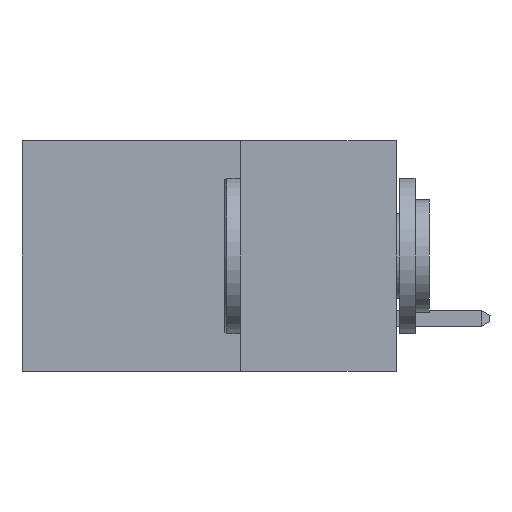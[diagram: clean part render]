
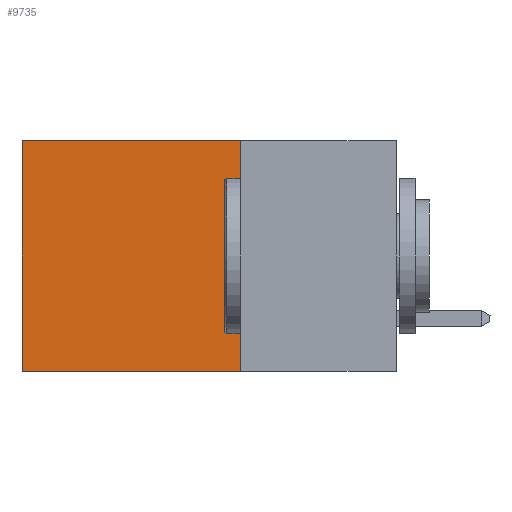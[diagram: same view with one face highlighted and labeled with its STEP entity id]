
A CAD part, left-side view. The second image highlights one B-rep face of the part: STEP entity #9735.
In plain terms, the highlighted planar face has unit normal (-1, 0, 0).
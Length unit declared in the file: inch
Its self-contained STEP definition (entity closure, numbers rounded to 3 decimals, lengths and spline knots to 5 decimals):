
#349 = CARTESIAN_POINT ( 'NONE',  ( 0.298, 0.6, -0.37 ) ) ;
#767 = CARTESIAN_POINT ( 'NONE',  ( 0.298, 0.25, 0. ) ) ;
#1316 = CARTESIAN_POINT ( 'NONE',  ( 0.298, 0.6, 0. ) ) ;
#1992 = EDGE_CURVE ( 'NONE', #5013, #23206, #11453, .T. ) ;
#2802 = CARTESIAN_POINT ( 'NONE',  ( 0.298, 0.25, 0. ) ) ;
#2928 = VECTOR ( 'NONE', #23402, 39.37008 ) ;
#3414 = CARTESIAN_POINT ( 'NONE',  ( 0.298, 0.25, -0.37 ) ) ;
#5013 = VERTEX_POINT ( 'NONE', #3414 ) ;
#5181 = DIRECTION ( 'NONE',  ( 1., 0., 0. ) ) ;
#5790 = ORIENTED_EDGE ( 'NONE', *, *, #8634, .T. ) ;
#5968 = DIRECTION ( 'NONE',  ( 0., 1., 0. ) ) ;
#7371 = PLANE ( 'NONE',  #15355 ) ;
#8634 = EDGE_CURVE ( 'NONE', #10826, #23206, #21980, .T. ) ;
#9265 = LINE ( 'NONE', #16530, #2928 ) ;
#9314 = EDGE_CURVE ( 'NONE', #19354, #10826, #21994, .T. ) ;
#9735 = ADVANCED_FACE ( 'NONE', ( #21625 ), #7371, .F. ) ;
#10826 = VERTEX_POINT ( 'NONE', #1316 ) ;
#11453 = LINE ( 'NONE', #16101, #26275 ) ;
#12412 = EDGE_CURVE ( 'NONE', #19354, #5013, #9265, .T. ) ;
#12713 = VECTOR ( 'NONE', #5968, 39.37008 ) ;
#14579 = VECTOR ( 'NONE', #27410, 39.37008 ) ;
#14721 = DIRECTION ( 'NONE',  ( 0., 0., -1. ) ) ;
#15355 = AXIS2_PLACEMENT_3D ( 'NONE', #2802, #5181, #14721 ) ;
#15719 = EDGE_LOOP ( 'NONE', ( #5790, #17920, #24332, #27096 ) ) ;
#16101 = CARTESIAN_POINT ( 'NONE',  ( 0.298, 0.25, -0.37 ) ) ;
#16530 = CARTESIAN_POINT ( 'NONE',  ( 0.298, 0.25, 0. ) ) ;
#17920 = ORIENTED_EDGE ( 'NONE', *, *, #1992, .F. ) ;
#19354 = VERTEX_POINT ( 'NONE', #767 ) ;
#21625 = FACE_OUTER_BOUND ( 'NONE', #15719, .T. ) ;
#21980 = LINE ( 'NONE', #25034, #14579 ) ;
#21994 = LINE ( 'NONE', #24655, #12713 ) ;
#23206 = VERTEX_POINT ( 'NONE', #349 ) ;
#23284 = DIRECTION ( 'NONE',  ( 0., 1., 0. ) ) ;
#23402 = DIRECTION ( 'NONE',  ( 0., 0., -1. ) ) ;
#24332 = ORIENTED_EDGE ( 'NONE', *, *, #12412, .F. ) ;
#24655 = CARTESIAN_POINT ( 'NONE',  ( 0.298, 0.25, 0. ) ) ;
#25034 = CARTESIAN_POINT ( 'NONE',  ( 0.298, 0.6, 0. ) ) ;
#26275 = VECTOR ( 'NONE', #23284, 39.37008 ) ;
#27096 = ORIENTED_EDGE ( 'NONE', *, *, #9314, .T. ) ;
#27410 = DIRECTION ( 'NONE',  ( 0., 0., -1. ) ) ;
